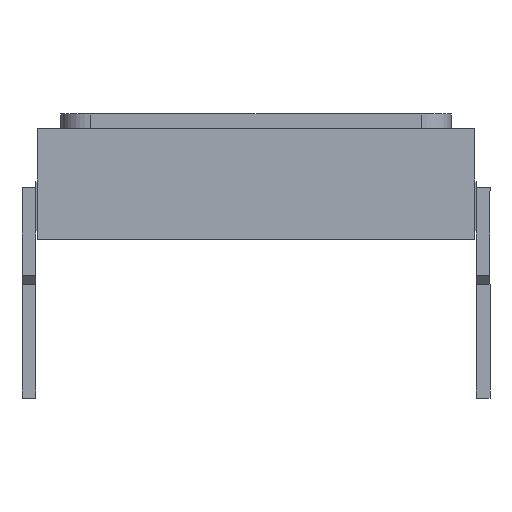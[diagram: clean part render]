
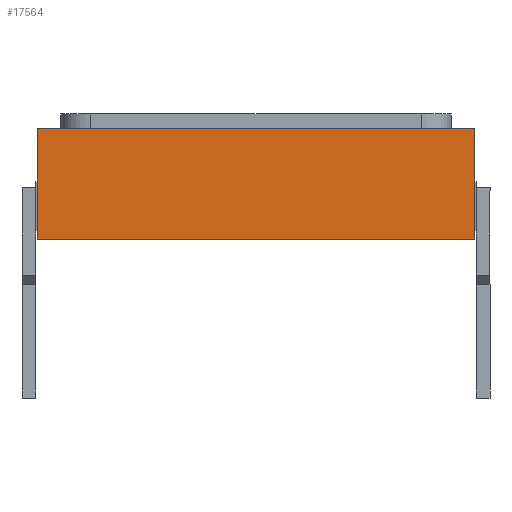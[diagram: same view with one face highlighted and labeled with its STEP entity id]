
A CAD part, front view. The second image highlights one B-rep face of the part: STEP entity #17564.
In plain terms, the highlighted planar face has unit normal (0, -1, 0).
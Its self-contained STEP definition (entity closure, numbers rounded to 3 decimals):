
#17449=CARTESIAN_POINT('',(-7.34,-26.62,5.22));
#17450=VERTEX_POINT('',#17449);
#17457=CARTESIAN_POINT('',(7.34,-26.62,5.22));
#17458=VERTEX_POINT('',#17457);
#17459=CARTESIAN_POINT('',(7.34,-26.62,5.22));
#17460=DIRECTION('',(-1.0,0.0,0.0));
#17461=VECTOR('',#17460,14.68);
#17462=LINE('',#17459,#17461);
#17463=EDGE_CURVE('',#17458,#17450,#17462,.T.);
#17523=CARTESIAN_POINT('',(7.34,-26.62,1.52));
#17524=VERTEX_POINT('',#17523);
#17525=CARTESIAN_POINT('',(7.34,-26.62,1.52));
#17526=DIRECTION('',(0.0,0.0,1.0));
#17527=VECTOR('',#17526,3.7);
#17528=LINE('',#17525,#17527);
#17529=EDGE_CURVE('',#17524,#17458,#17528,.T.);
#17541=CARTESIAN_POINT('',(7.875,-26.62,1.52));
#17542=DIRECTION('',(0.0,-1.0,0.0));
#17543=DIRECTION('',(0.0,0.0,-1.0));
#17544=AXIS2_PLACEMENT_3D('',#17541,#17542,#17543);
#17545=PLANE('',#17544);
#17546=ORIENTED_EDGE('',*,*,#17463,.T.);
#17547=CARTESIAN_POINT('',(-7.34,-26.62,1.52));
#17548=VERTEX_POINT('',#17547);
#17549=CARTESIAN_POINT('',(-7.34,-26.62,1.52));
#17550=DIRECTION('',(0.0,0.0,1.0));
#17551=VECTOR('',#17550,3.7);
#17552=LINE('',#17549,#17551);
#17553=EDGE_CURVE('',#17548,#17450,#17552,.T.);
#17554=ORIENTED_EDGE('',*,*,#17553,.F.);
#17555=CARTESIAN_POINT('',(-7.34,-26.62,1.52));
#17556=DIRECTION('',(1.0,0.0,0.0));
#17557=VECTOR('',#17556,14.68);
#17558=LINE('',#17555,#17557);
#17559=EDGE_CURVE('',#17548,#17524,#17558,.T.);
#17560=ORIENTED_EDGE('',*,*,#17559,.T.);
#17561=ORIENTED_EDGE('',*,*,#17529,.T.);
#17562=EDGE_LOOP('',(#17546,#17554,#17560,#17561));
#17563=FACE_OUTER_BOUND('',#17562,.T.);
#17564=ADVANCED_FACE('',(#17563),#17545,.T.);
